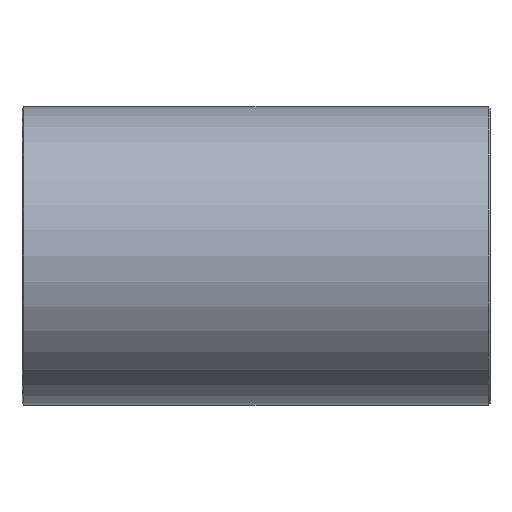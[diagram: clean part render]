
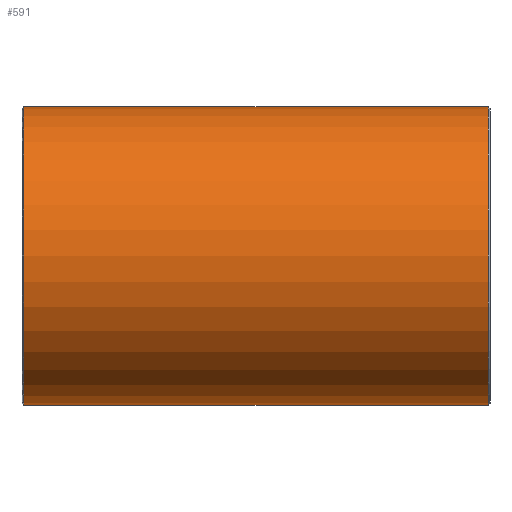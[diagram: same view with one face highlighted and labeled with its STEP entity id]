
A CAD part, front view. The second image highlights one B-rep face of the part: STEP entity #591.
In plain terms, the highlighted cylindrical face has radius 161.925 mm (diameter 323.85 mm), a partial arc.
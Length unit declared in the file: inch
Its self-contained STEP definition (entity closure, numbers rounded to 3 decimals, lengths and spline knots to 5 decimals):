
#23 = CARTESIAN_POINT ( 'NONE',  ( -9.91667, 0., 6.375 ) ) ;
#101 = DIRECTION ( 'NONE',  ( -1., 0., 0. ) ) ;
#116 = DIRECTION ( 'NONE',  ( 0., 0., -1. ) ) ;
#134 = VECTOR ( 'NONE', #660, 39.37008 ) ;
#247 = CARTESIAN_POINT ( 'NONE',  ( 10., 0., 6.375 ) ) ;
#269 = EDGE_CURVE ( 'NONE', #315, #654, #649, .T. ) ;
#272 = DIRECTION ( 'NONE',  ( -1., 0., 0. ) ) ;
#283 = LINE ( 'NONE', #699, #335 ) ;
#288 = EDGE_CURVE ( 'NONE', #315, #721, #283, .T. ) ;
#301 = CARTESIAN_POINT ( 'NONE',  ( 10., 0., 0. ) ) ;
#315 = VERTEX_POINT ( 'NONE', #909 ) ;
#335 = VECTOR ( 'NONE', #272, 39.37008 ) ;
#375 = ORIENTED_EDGE ( 'NONE', *, *, #866, .T. ) ;
#393 = ORIENTED_EDGE ( 'NONE', *, *, #635, .T. ) ;
#399 = CARTESIAN_POINT ( 'NONE',  ( -9.91667, 0., -6.375 ) ) ;
#414 = DIRECTION ( 'NONE',  ( 0., 0., 1. ) ) ;
#419 = CARTESIAN_POINT ( 'NONE',  ( -9.91667, 0., 0. ) ) ;
#443 = CIRCLE ( 'NONE', #461, 6.375 ) ;
#444 = LINE ( 'NONE', #247, #134 ) ;
#457 = ORIENTED_EDGE ( 'NONE', *, *, #269, .T. ) ;
#461 = AXIS2_PLACEMENT_3D ( 'NONE', #419, #754, #414 ) ;
#472 = CARTESIAN_POINT ( 'NONE',  ( 9.91667, 0., 0. ) ) ;
#529 = FACE_OUTER_BOUND ( 'NONE', #644, .T. ) ;
#590 = AXIS2_PLACEMENT_3D ( 'NONE', #472, #753, #116 ) ;
#591 = ADVANCED_FACE ( 'NONE', ( #529 ), #872, .T. ) ;
#625 = VERTEX_POINT ( 'NONE', #23 ) ;
#635 = EDGE_CURVE ( 'NONE', #654, #625, #444, .T. ) ;
#644 = EDGE_LOOP ( 'NONE', ( #832, #457, #393, #375 ) ) ;
#649 = CIRCLE ( 'NONE', #590, 6.375 ) ;
#654 = VERTEX_POINT ( 'NONE', #732 ) ;
#660 = DIRECTION ( 'NONE',  ( -1., 0., 0. ) ) ;
#699 = CARTESIAN_POINT ( 'NONE',  ( 10., 0., -6.375 ) ) ;
#721 = VERTEX_POINT ( 'NONE', #399 ) ;
#732 = CARTESIAN_POINT ( 'NONE',  ( 9.91667, 0., 6.375 ) ) ;
#753 = DIRECTION ( 'NONE',  ( -1., 0., 0. ) ) ;
#754 = DIRECTION ( 'NONE',  ( 1., 0., 0. ) ) ;
#772 = AXIS2_PLACEMENT_3D ( 'NONE', #301, #101, #800 ) ;
#800 = DIRECTION ( 'NONE',  ( 0., 0., 1. ) ) ;
#832 = ORIENTED_EDGE ( 'NONE', *, *, #288, .F. ) ;
#866 = EDGE_CURVE ( 'NONE', #625, #721, #443, .T. ) ;
#872 = CYLINDRICAL_SURFACE ( 'NONE', #772, 6.375 ) ;
#909 = CARTESIAN_POINT ( 'NONE',  ( 9.91667, 0., -6.375 ) ) ;
